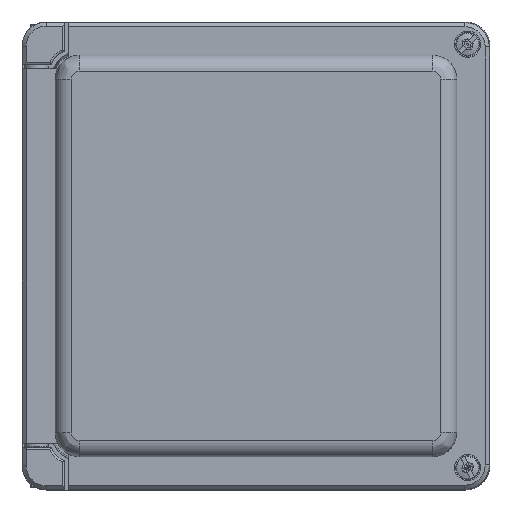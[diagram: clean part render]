
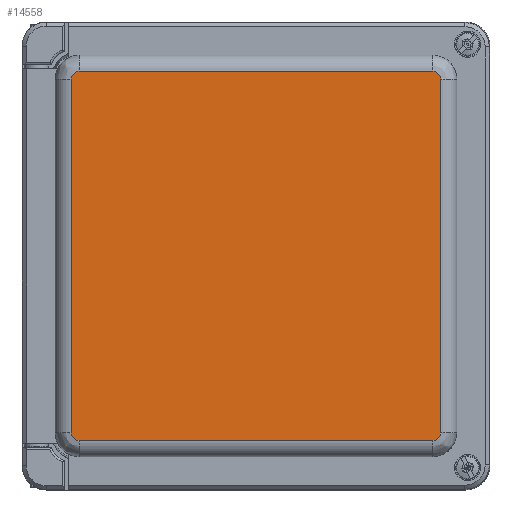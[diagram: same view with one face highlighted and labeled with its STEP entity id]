
A CAD part, top view. The second image highlights one B-rep face of the part: STEP entity #14558.
In plain terms, the highlighted planar face has unit normal (0, 0, 1).
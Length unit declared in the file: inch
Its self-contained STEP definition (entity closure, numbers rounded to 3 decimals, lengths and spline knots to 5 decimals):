
#704=PLANE($,#16081);
#1552=LINE($,#36256,#2603);
#1554=LINE($,#36291,#2605);
#1556=LINE($,#36295,#2607);
#1557=LINE($,#36326,#2608);
#2603=VECTOR($,#19762,5.45704);
#2605=VECTOR($,#19782,5.45704);
#2607=VECTOR($,#19786,5.45704);
#2608=VECTOR($,#19803,5.45704);
#3718=CIRCLE($,#16065,0.12012);
#3720=CIRCLE($,#16067,0.12012);
#3726=CIRCLE($,#16075,0.12012);
#3728=CIRCLE($,#16077,0.12012);
#4586=FACE_OUTER_BOUND($,#5563,.T.);
#5563=EDGE_LOOP($,(#12447,#12448,#12449,#12450,#12451,#12452,#12453,#12454));
#6990=VERTEX_POINT($,#36253);
#6991=VERTEX_POINT($,#36255);
#6994=VERTEX_POINT($,#36270);
#6995=VERTEX_POINT($,#36283);
#6997=VERTEX_POINT($,#36289);
#6998=VERTEX_POINT($,#36294);
#7000=VERTEX_POINT($,#36307);
#7001=VERTEX_POINT($,#36320);
#8877=EDGE_CURVE($,#6990,#6991,#1552,.T.);
#8881=EDGE_CURVE($,#6994,#6990,#3718,.T.);
#8883=EDGE_CURVE($,#6991,#6995,#3720,.T.);
#8887=EDGE_CURVE($,#6997,#6994,#1554,.T.);
#8889=EDGE_CURVE($,#6995,#6998,#1556,.T.);
#8892=EDGE_CURVE($,#7000,#6997,#3726,.T.);
#8894=EDGE_CURVE($,#6998,#7001,#3728,.T.);
#8897=EDGE_CURVE($,#7001,#7000,#1557,.T.);
#12447=ORIENTED_EDGE($,*,*,#8877,.F.);
#12448=ORIENTED_EDGE($,*,*,#8881,.F.);
#12449=ORIENTED_EDGE($,*,*,#8887,.F.);
#12450=ORIENTED_EDGE($,*,*,#8892,.F.);
#12451=ORIENTED_EDGE($,*,*,#8897,.F.);
#12452=ORIENTED_EDGE($,*,*,#8894,.F.);
#12453=ORIENTED_EDGE($,*,*,#8889,.F.);
#12454=ORIENTED_EDGE($,*,*,#8883,.F.);
#14558=ADVANCED_FACE($,(#4586),#704,.T.);
#16065=AXIS2_PLACEMENT_3D($,#36272,#19768,#19769);
#16067=AXIS2_PLACEMENT_3D($,#36284,#19772,#19773);
#16075=AXIS2_PLACEMENT_3D($,#36309,#19791,#19792);
#16077=AXIS2_PLACEMENT_3D($,#36321,#19795,#19796);
#16081=AXIS2_PLACEMENT_3D($,#36328,#19805,#19806);
#19762=DIRECTION($,(-1.,0.,0.));
#19768=DIRECTION('center_axis',(0.,0.,-1.));
#19769=DIRECTION('ref_axis',(0.707,-0.707,0.));
#19772=DIRECTION('center_axis',(0.,0.,-1.));
#19773=DIRECTION('ref_axis',(-0.707,-0.707,0.));
#19782=DIRECTION($,(0.,-1.,0.));
#19786=DIRECTION($,(0.,1.,0.));
#19791=DIRECTION('center_axis',(0.,0.,-1.));
#19792=DIRECTION('ref_axis',(0.707,0.707,0.));
#19795=DIRECTION('center_axis',(0.,0.,-1.));
#19796=DIRECTION('ref_axis',(-0.707,0.707,0.));
#19803=DIRECTION($,(1.,0.,0.));
#19805=DIRECTION('center_axis',(0.,0.,1.));
#19806=DIRECTION('ref_axis',(1.,0.,0.));
#36253=CARTESIAN_POINT('',(2.72852,-2.84863,1.));
#36255=CARTESIAN_POINT('',(-2.72852,-2.84863,1.));
#36256=CARTESIAN_POINT($,(2.72852,-2.84863,1.));
#36270=CARTESIAN_POINT('',(2.84863,-2.72852,1.));
#36272=CARTESIAN_POINT('Origin',(2.72852,-2.72852,1.));
#36283=CARTESIAN_POINT('',(-2.84863,-2.72852,1.));
#36284=CARTESIAN_POINT('Origin',(-2.72852,-2.72852,1.));
#36289=CARTESIAN_POINT('',(2.84863,2.72852,1.));
#36291=CARTESIAN_POINT($,(2.84863,2.72852,1.));
#36294=CARTESIAN_POINT('',(-2.84863,2.72852,1.));
#36295=CARTESIAN_POINT($,(-2.84863,-2.72852,1.));
#36307=CARTESIAN_POINT('',(2.72852,2.84863,1.));
#36309=CARTESIAN_POINT('Origin',(2.72852,2.72852,1.));
#36320=CARTESIAN_POINT('',(-2.72852,2.84863,1.));
#36321=CARTESIAN_POINT('Origin',(-2.72852,2.72852,1.));
#36326=CARTESIAN_POINT($,(-2.72852,2.84863,1.));
#36328=CARTESIAN_POINT('Origin',(0.,0.,1.));
